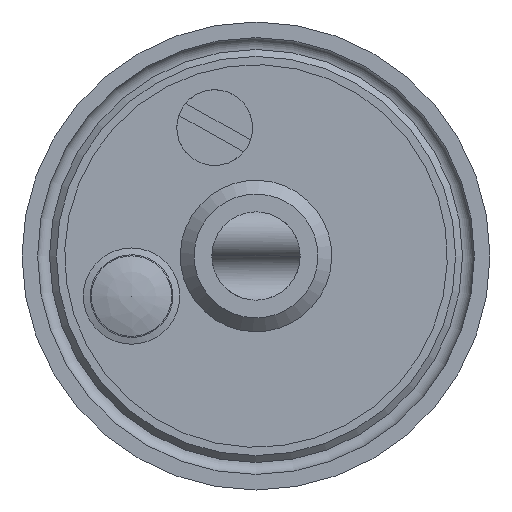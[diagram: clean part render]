
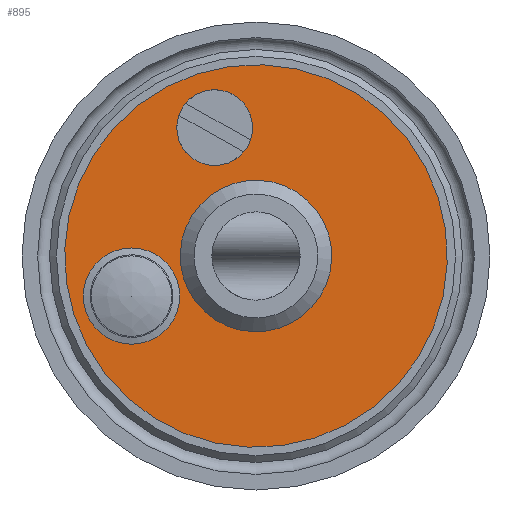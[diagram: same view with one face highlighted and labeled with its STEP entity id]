
A CAD part, left-side view. The second image highlights one B-rep face of the part: STEP entity #895.
In plain terms, the highlighted planar face has unit normal (-1, 0, 0).
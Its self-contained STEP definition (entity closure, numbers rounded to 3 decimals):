
#137=FACE_BOUND('',#256,.T.);
#138=FACE_BOUND('',#257,.T.);
#139=FACE_BOUND('',#258,.T.);
#188=FACE_OUTER_BOUND('',#255,.T.);
#255=EDGE_LOOP('',(#707));
#256=EDGE_LOOP('',(#708));
#257=EDGE_LOOP('',(#709));
#258=EDGE_LOOP('',(#710));
#317=CIRCLE('',#998,2.75);
#329=CIRCLE('',#1016,3.5);
#337=CIRCLE('',#1033,13.9);
#338=CIRCLE('',#1034,5.5);
#393=VERTEX_POINT('',#1490);
#404=VERTEX_POINT('',#1549);
#411=VERTEX_POINT('',#1578);
#412=VERTEX_POINT('',#1580);
#487=EDGE_CURVE('',#393,#393,#317,.T.);
#503=EDGE_CURVE('',#404,#404,#329,.T.);
#515=EDGE_CURVE('',#411,#411,#337,.T.);
#516=EDGE_CURVE('',#412,#412,#338,.T.);
#707=ORIENTED_EDGE('',*,*,#515,.F.);
#708=ORIENTED_EDGE('',*,*,#487,.T.);
#709=ORIENTED_EDGE('',*,*,#503,.T.);
#710=ORIENTED_EDGE('',*,*,#516,.T.);
#788=PLANE('',#1032);
#895=ADVANCED_FACE('',(#188,#137,#138,#139),#788,.T.);
#998=AXIS2_PLACEMENT_3D('',#1491,#1217,#1218);
#1016=AXIS2_PLACEMENT_3D('',#1551,#1257,#1258);
#1032=AXIS2_PLACEMENT_3D('',#1577,#1293,#1294);
#1033=AXIS2_PLACEMENT_3D('',#1579,#1295,#1296);
#1034=AXIS2_PLACEMENT_3D('',#1581,#1297,#1298);
#1217=DIRECTION('center_axis',(1.,0.,0.));
#1218=DIRECTION('ref_axis',(0.,0.489,-0.872));
#1257=DIRECTION('center_axis',(1.,0.,0.));
#1258=DIRECTION('ref_axis',(0.,0.,1.));
#1293=DIRECTION('center_axis',(-1.,0.,0.));
#1294=DIRECTION('ref_axis',(0.,0.307,0.952));
#1295=DIRECTION('center_axis',(1.,0.,0.));
#1296=DIRECTION('ref_axis',(0.,0.952,-0.307));
#1297=DIRECTION('center_axis',(1.,0.,0.));
#1298=DIRECTION('ref_axis',(0.,0.952,-0.307));
#1490=CARTESIAN_POINT('',(-113.5,1.66,11.727));
#1491=CARTESIAN_POINT('Origin',(-113.5,3.005,9.328));
#1549=CARTESIAN_POINT('',(-113.5,9.043,-6.413));
#1551=CARTESIAN_POINT('Origin',(-113.5,9.043,-2.913));
#1577=CARTESIAN_POINT('Origin',(-113.5,11.137,-3.587));
#1578=CARTESIAN_POINT('',(-113.5,-13.231,4.262));
#1579=CARTESIAN_POINT('Origin',(-113.5,0.,0.));
#1580=CARTESIAN_POINT('',(-113.5,-5.235,1.686));
#1581=CARTESIAN_POINT('Origin',(-113.5,0.,0.));
